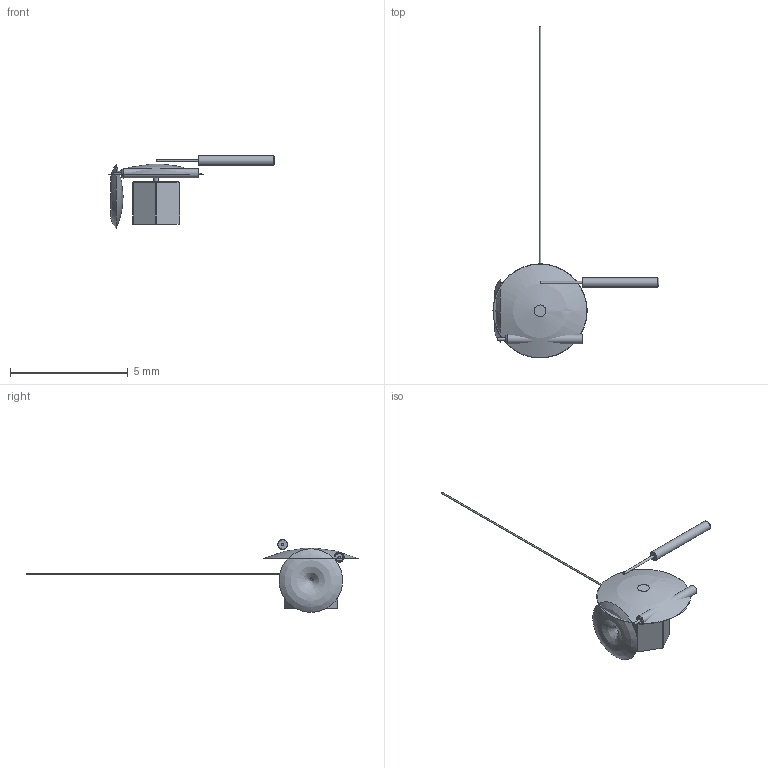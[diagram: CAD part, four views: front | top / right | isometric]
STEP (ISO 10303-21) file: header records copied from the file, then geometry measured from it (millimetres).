
FILE_DESCRIPTION(('FreeCAD Model'),'2;1');
FILE_NAME('Open CASCADE Shape Model','2025-08-27T11:43:05',('Author'),( ''),'Open CASCADE STEP processor 7.8','FreeCAD','Unknown');
FILE_SCHEMA(('AUTOMOTIVE_DESIGN { 1 0 10303 214 1 1 1 1 }'));
Length unit declared in the file: millimetre
Products named in the file (12): Cassini_Huygens_Assembly; BUS; MAST; RTG1; HGA; LGA1; RTG2; MAG_BOOM; HUYGENS; LGA2; BOOM2; BOOM1
Bounding box: 7.05 x 14.1 x 3.09 mm (x, y, z)
Volume: 18.1 mm3; surface area: 142.2 mm2
Topology: 22 solids, 22 shells, 142 faces, 238 edges, 144 vertices
Faces by surface type: plane 98, cylinder 24, sphere 14, cone 4, revolution 2
Full cylindrical faces by diameter (mm): 0.036 x8, 0.06 x2, 0.1 x4, 0.2 x2, 0.4 x4, 0.5 x4
Entity records: 6600 total; most frequent: DIRECTION 1076, CARTESIAN_POINT 991, LINE 560, VECTOR 560, ORIENTED_EDGE 468, PCURVE 468, DEFINITIONAL_REPRESENTATION 468, EDGE_CURVE 234
